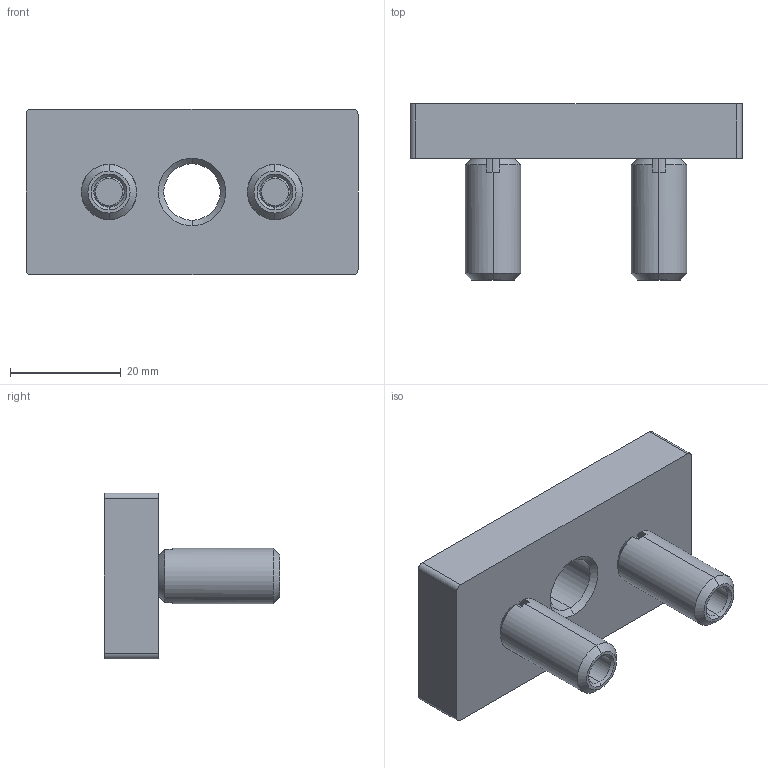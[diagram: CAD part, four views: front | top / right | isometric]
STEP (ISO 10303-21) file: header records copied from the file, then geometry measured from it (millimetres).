
FILE_DESCRIPTION (( 'STEP AP214' ), '1' );
FILE_NAME ('SNSD.30.50.60. Àäàïòåð 30õ60 äëÿ êðåïëåíèÿ îïîðû Ì12(B14).STEP', '2024-01-25T14:37:29', ( '' ), ( '' ), 'SwSTEP 2.0', 'SolidWorks 2022', '' );
FILE_SCHEMA (( 'AUTOMOTIVE_DESIGN' ));
Length unit declared in the file: millimetre
Products named in the file (4): SNSD.30.50.60. Пластина(B14)А32_00; SNSD.30.50.27. Втулка резьбовая М12 - М6(D09)_00; SNSD.30.50.60. Болт(B14)_00; SNSD.30.50.60. Адаптер 30х60 для крепления опоры М12(B14)
Assembly tree (5 placements, depth 2):
  SNSD.30.50.60. Адаптер 30х60 для крепления опоры М12(B14)
    SNSD.30.50.60. Пластина(B14)А32_00
    SNSD.30.50.60. Болт(B14)_00  x2
    SNSD.30.50.27. Втулка резьбовая М12 - М6(D09)_00  x2
Bounding box: 60 x 31.8 x 30 mm (x, y, z)
Volume: 19564.5 mm3; surface area: 9710.1 mm2
Topology: 5 solids, 5 shells, 108 faces, 258 edges, 164 vertices
Faces by surface type: plane 46, cylinder 30, cone 28, torus 4
Entity records: 2214 total; most frequent: DIRECTION 374, CARTESIAN_POINT 361, ORIENTED_EDGE 320, EDGE_CURVE 160, AXIS2_PLACEMENT_3D 147, VERTEX_POINT 102, LINE 80, VECTOR 80
